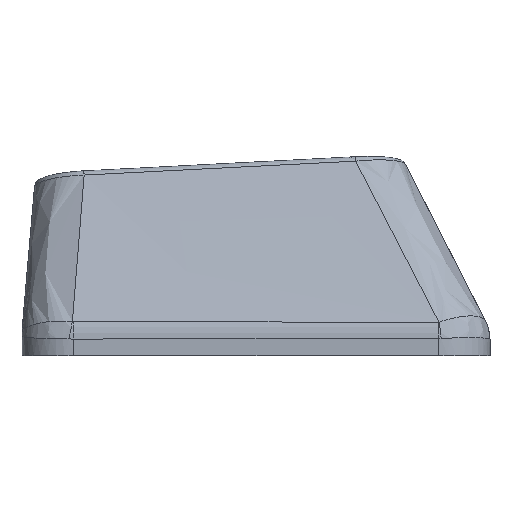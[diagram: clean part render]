
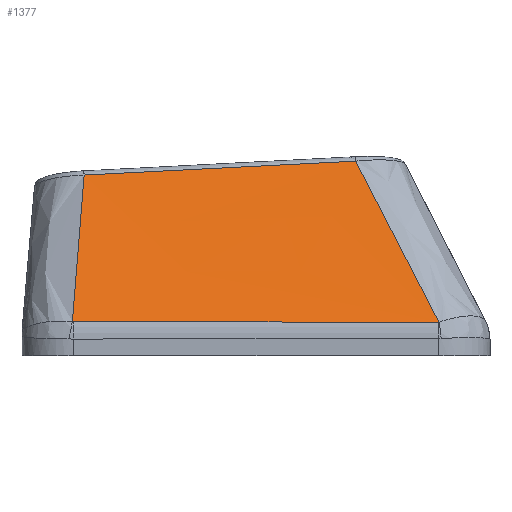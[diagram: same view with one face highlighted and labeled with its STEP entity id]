
A CAD part, left-side view. The second image highlights one B-rep face of the part: STEP entity #1377.
In plain terms, the highlighted free-form (B-spline) face has degree [3, 3] with [4, 4] control points.
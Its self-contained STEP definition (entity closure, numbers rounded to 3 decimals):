
#40=B_SPLINE_SURFACE_WITH_KNOTS('',3,3,((#3205,#3206,#3207,#3208),(#3209,
#3210,#3211,#3212),(#3213,#3214,#3215,#3216),(#3217,#3218,#3219,#3220)),
 .UNSPECIFIED.,.F.,.F.,.F.,(4,4),(4,4),(0.107,0.899),
(0.031,0.956),.UNSPECIFIED.);
#300=FACE_OUTER_BOUND('',#384,.T.);
#384=EDGE_LOOP('',(#1163,#1164,#1165,#1166,#1167,#1168));
#479=B_SPLINE_CURVE_WITH_KNOTS('',3,(#2631,#2632,#2633,#2634),
 .UNSPECIFIED.,.F.,.F.,(4,4),(0.,0.003),
 .UNSPECIFIED.);
#480=B_SPLINE_CURVE_WITH_KNOTS('',3,(#2652,#2653,#2654,#2655),
 .UNSPECIFIED.,.F.,.F.,(4,4),(-1.416,0.),.UNSPECIFIED.);
#483=B_SPLINE_CURVE_WITH_KNOTS('',3,(#2685,#2686,#2687,#2688),
 .UNSPECIFIED.,.F.,.F.,(4,4),(0.,0.004),.UNSPECIFIED.);
#494=B_SPLINE_CURVE_WITH_KNOTS('',3,(#2915,#2916,#2917,#2918),
 .UNSPECIFIED.,.F.,.F.,(4,4),(0.025,0.785),
 .UNSPECIFIED.);
#502=B_SPLINE_CURVE_WITH_KNOTS('',3,(#3145,#3146,#3147,#3148),
 .UNSPECIFIED.,.F.,.F.,(4,4),(0.,1.056),.UNSPECIFIED.);
#505=B_SPLINE_CURVE_WITH_KNOTS('',3,(#3221,#3222,#3223,#3224),
 .UNSPECIFIED.,.F.,.F.,(4,4),(-0.661,-0.023),
 .UNSPECIFIED.);
#617=VERTEX_POINT('',#2593);
#619=VERTEX_POINT('',#2624);
#621=VERTEX_POINT('',#2651);
#623=VERTEX_POINT('',#2678);
#639=VERTEX_POINT('',#2909);
#644=VERTEX_POINT('',#3143);
#786=EDGE_CURVE('',#617,#619,#479,.T.);
#787=EDGE_CURVE('',#619,#621,#480,.T.);
#792=EDGE_CURVE('',#621,#623,#483,.T.);
#818=EDGE_CURVE('',#639,#617,#494,.T.);
#833=EDGE_CURVE('',#644,#639,#502,.T.);
#837=EDGE_CURVE('',#623,#644,#505,.T.);
#1163=ORIENTED_EDGE('',*,*,#786,.F.);
#1164=ORIENTED_EDGE('',*,*,#818,.F.);
#1165=ORIENTED_EDGE('',*,*,#833,.F.);
#1166=ORIENTED_EDGE('',*,*,#837,.F.);
#1167=ORIENTED_EDGE('',*,*,#792,.F.);
#1168=ORIENTED_EDGE('',*,*,#787,.F.);
#1377=ADVANCED_FACE('',(#300),#40,.F.);
#2593=CARTESIAN_POINT('',(-8.943,-7.107,0.299));
#2624=CARTESIAN_POINT('',(-8.944,-7.079,0.298));
#2631=CARTESIAN_POINT('Ctrl Pts',(-8.943,-7.107,0.299));
#2632=CARTESIAN_POINT('Ctrl Pts',(-8.944,-7.098,0.298));
#2633=CARTESIAN_POINT('Ctrl Pts',(-8.944,-7.088,0.298));
#2634=CARTESIAN_POINT('Ctrl Pts',(-8.944,-7.079,0.298));
#2651=CARTESIAN_POINT('',(-8.921,7.082,0.318));
#2652=CARTESIAN_POINT('Ctrl Pts',(-8.944,-7.079,0.298));
#2653=CARTESIAN_POINT('Ctrl Pts',(-8.937,-2.359,0.304));
#2654=CARTESIAN_POINT('Ctrl Pts',(-8.929,2.361,0.311));
#2655=CARTESIAN_POINT('Ctrl Pts',(-8.921,7.082,0.318));
#2678=CARTESIAN_POINT('',(-8.919,7.125,0.322));
#2685=CARTESIAN_POINT('Ctrl Pts',(-8.921,7.082,0.318));
#2686=CARTESIAN_POINT('Ctrl Pts',(-8.921,7.096,0.318));
#2687=CARTESIAN_POINT('Ctrl Pts',(-8.92,7.111,0.319));
#2688=CARTESIAN_POINT('Ctrl Pts',(-8.919,7.125,0.322));
#2909=CARTESIAN_POINT('',(-6.065,-3.872,6.549));
#2915=CARTESIAN_POINT('Ctrl Pts',(-6.065,-3.872,6.549));
#2916=CARTESIAN_POINT('Ctrl Pts',(-7.027,-4.953,4.467));
#2917=CARTESIAN_POINT('Ctrl Pts',(-7.986,-6.03,2.384));
#2918=CARTESIAN_POINT('Ctrl Pts',(-8.943,-7.107,0.299));
#3143=CARTESIAN_POINT('',(-6.069,6.671,6.009));
#3145=CARTESIAN_POINT('Ctrl Pts',(-6.069,6.671,6.009));
#3146=CARTESIAN_POINT('Ctrl Pts',(-6.068,3.156,6.189));
#3147=CARTESIAN_POINT('Ctrl Pts',(-6.066,-0.358,
6.368));
#3148=CARTESIAN_POINT('Ctrl Pts',(-6.065,-3.872,6.549));
#3205=CARTESIAN_POINT('Ctrl Pts',(-6.065,7.032,6.));
#3206=CARTESIAN_POINT('Ctrl Pts',(-7.025,7.063,4.09));
#3207=CARTESIAN_POINT('Ctrl Pts',(-7.984,7.095,2.181));
#3208=CARTESIAN_POINT('Ctrl Pts',(-8.944,7.126,0.272));
#3209=CARTESIAN_POINT('Ctrl Pts',(-6.065,3.271,6.189));
#3210=CARTESIAN_POINT('Ctrl Pts',(-7.025,2.975,4.219));
#3211=CARTESIAN_POINT('Ctrl Pts',(-7.984,2.678,2.25));
#3212=CARTESIAN_POINT('Ctrl Pts',(-8.944,2.382,0.28));
#3213=CARTESIAN_POINT('Ctrl Pts',(-6.065,-0.49,
6.378));
#3214=CARTESIAN_POINT('Ctrl Pts',(-7.025,-1.114,4.349));
#3215=CARTESIAN_POINT('Ctrl Pts',(-7.984,-1.738,2.319));
#3216=CARTESIAN_POINT('Ctrl Pts',(-8.944,-2.363,0.289));
#3217=CARTESIAN_POINT('Ctrl Pts',(-6.065,-4.25,6.568));
#3218=CARTESIAN_POINT('Ctrl Pts',(-7.025,-5.203,4.478));
#3219=CARTESIAN_POINT('Ctrl Pts',(-7.984,-6.155,2.388));
#3220=CARTESIAN_POINT('Ctrl Pts',(-8.944,-7.107,0.298));
#3221=CARTESIAN_POINT('Ctrl Pts',(-8.919,7.125,0.322));
#3222=CARTESIAN_POINT('Ctrl Pts',(-7.967,6.971,2.217));
#3223=CARTESIAN_POINT('Ctrl Pts',(-7.016,6.819,4.112));
#3224=CARTESIAN_POINT('Ctrl Pts',(-6.069,6.671,6.009));
